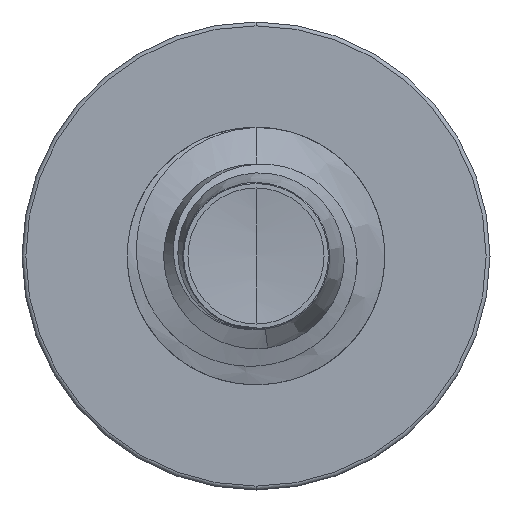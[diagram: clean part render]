
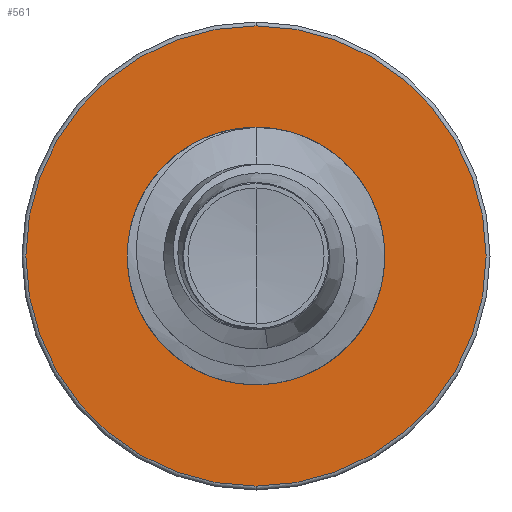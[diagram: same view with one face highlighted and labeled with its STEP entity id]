
A CAD part, front view. The second image highlights one B-rep face of the part: STEP entity #561.
In plain terms, the highlighted planar face has unit normal (0, -1, 0).
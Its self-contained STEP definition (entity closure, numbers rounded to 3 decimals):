
#217 = FACE_BOUND ( 'NONE', #12958, .T. ) ;
#548 = CIRCLE ( 'NONE', #10660, 1.967 ) ;
#561 = ADVANCED_FACE ( 'NONE', ( #6895, #217 ), #7071, .F. ) ;
#1061 = EDGE_CURVE ( 'NONE', #4803, #4875, #8875, .T. ) ;
#1894 = CARTESIAN_POINT ( 'NONE',  ( 0., 7.5, 0. ) ) ;
#1897 = ORIENTED_EDGE ( 'NONE', *, *, #4947, .F. ) ;
#2616 = AXIS2_PLACEMENT_3D ( 'NONE', #5202, #4466, #3887 ) ;
#2985 = CARTESIAN_POINT ( 'NONE',  ( 0., 7.5, 1.05 ) ) ;
#3085 = DIRECTION ( 'NONE',  ( 0., 0., 1. ) ) ;
#3138 = CIRCLE ( 'NONE', #9293, 1.967 ) ;
#3632 = ORIENTED_EDGE ( 'NONE', *, *, #1061, .T. ) ;
#3887 = DIRECTION ( 'NONE',  ( 0., 0., 1. ) ) ;
#4466 = DIRECTION ( 'NONE',  ( 0., 1., 0. ) ) ;
#4803 = VERTEX_POINT ( 'NONE', #5316 ) ;
#4875 = VERTEX_POINT ( 'NONE', #2985 ) ;
#4947 = EDGE_CURVE ( 'NONE', #7448, #7291, #548, .T. ) ;
#5202 = CARTESIAN_POINT ( 'NONE',  ( 0., 7.5, -1.05 ) ) ;
#5300 = DIRECTION ( 'NONE',  ( 0., 1., 0. ) ) ;
#5316 = CARTESIAN_POINT ( 'NONE',  ( 0., 7.5, -1.05 ) ) ;
#5331 = DIRECTION ( 'NONE',  ( 0., 1., 0. ) ) ;
#5649 = AXIS2_PLACEMENT_3D ( 'NONE', #12353, #5300, #13508 ) ;
#5840 = EDGE_CURVE ( 'NONE', #4875, #4803, #14348, .T. ) ;
#6015 = CARTESIAN_POINT ( 'NONE',  ( 0., 7.5, 0. ) ) ;
#6895 = FACE_OUTER_BOUND ( 'NONE', #8652, .T. ) ;
#7071 = PLANE ( 'NONE',  #2616 ) ;
#7291 = VERTEX_POINT ( 'NONE', #14445 ) ;
#7365 = AXIS2_PLACEMENT_3D ( 'NONE', #6015, #12108, #12125 ) ;
#7448 = VERTEX_POINT ( 'NONE', #10996 ) ;
#7597 = EDGE_CURVE ( 'NONE', #7291, #7448, #3138, .T. ) ;
#8652 = EDGE_LOOP ( 'NONE', ( #1897, #14025 ) ) ;
#8875 = CIRCLE ( 'NONE', #7365, 1.05 ) ;
#9293 = AXIS2_PLACEMENT_3D ( 'NONE', #12385, #5331, #13541 ) ;
#9495 = ORIENTED_EDGE ( 'NONE', *, *, #5840, .T. ) ;
#10143 = DIRECTION ( 'NONE',  ( 0., 1., 0. ) ) ;
#10660 = AXIS2_PLACEMENT_3D ( 'NONE', #1894, #10143, #3085 ) ;
#10996 = CARTESIAN_POINT ( 'NONE',  ( 0., 7.5, 1.967 ) ) ;
#12108 = DIRECTION ( 'NONE',  ( 0., 1., 0. ) ) ;
#12125 = DIRECTION ( 'NONE',  ( 0., 0., 1. ) ) ;
#12353 = CARTESIAN_POINT ( 'NONE',  ( 0., 7.5, 0. ) ) ;
#12385 = CARTESIAN_POINT ( 'NONE',  ( 0., 7.5, 0. ) ) ;
#12958 = EDGE_LOOP ( 'NONE', ( #9495, #3632 ) ) ;
#13508 = DIRECTION ( 'NONE',  ( 0., 0., 1. ) ) ;
#13541 = DIRECTION ( 'NONE',  ( 0., 0., 1. ) ) ;
#14025 = ORIENTED_EDGE ( 'NONE', *, *, #7597, .F. ) ;
#14348 = CIRCLE ( 'NONE', #5649, 1.05 ) ;
#14445 = CARTESIAN_POINT ( 'NONE',  ( 0., 7.5, -1.967 ) ) ;
